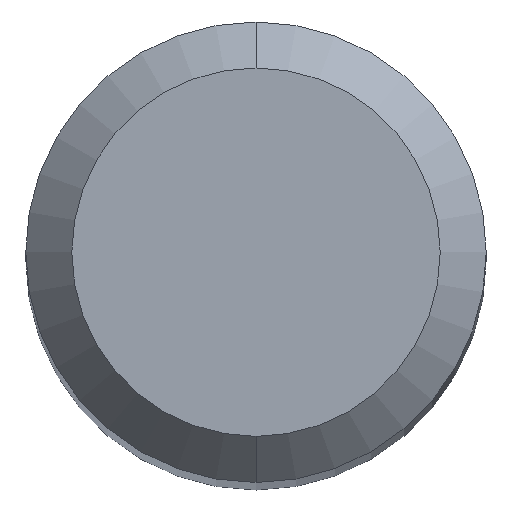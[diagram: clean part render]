
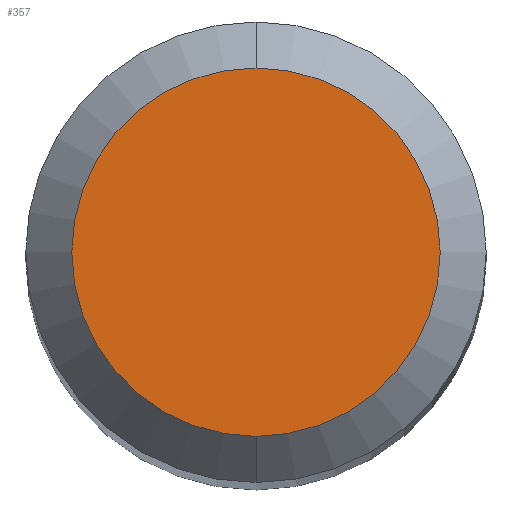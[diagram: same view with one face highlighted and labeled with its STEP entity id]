
A CAD part, top view. The second image highlights one B-rep face of the part: STEP entity #357.
In plain terms, the highlighted planar face has unit normal (0, 0, 1).
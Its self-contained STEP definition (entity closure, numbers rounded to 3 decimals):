
#271=EDGE_CURVE('',#389,#373,#590,.T.);
#357=ADVANCED_FACE('',(#684),#685,.T.);
#373=VERTEX_POINT('',#701);
#389=VERTEX_POINT('',#718);
#409=EDGE_CURVE('',#373,#389,#741,.T.);
#590=CIRCLE('',#1048,1.2);
#684=FACE_OUTER_BOUND('',#1210,.T.);
#685=PLANE('',#1211);
#701=CARTESIAN_POINT('',(0.0,1.2,0.0));
#718=CARTESIAN_POINT('',(0.,-1.2,0.0));
#741=CIRCLE('',#1320,1.2);
#1048=AXIS2_PLACEMENT_3D('',#1587,#1588,#1589);
#1210=EDGE_LOOP('',(#1686,#1687));
#1211=AXIS2_PLACEMENT_3D('',#1688,#1689,#1690);
#1320=AXIS2_PLACEMENT_3D('',#1741,#1742,#1743);
#1587=CARTESIAN_POINT('',(0.0,0.0,0.0));
#1588=DIRECTION('',(0.0,0.0,-1.0));
#1589=DIRECTION('',(0.0,1.0,0.0));
#1686=ORIENTED_EDGE('',*,*,#409,.F.);
#1687=ORIENTED_EDGE('',*,*,#271,.F.);
#1688=CARTESIAN_POINT('',(0.0,0.6,0.0));
#1689=DIRECTION('',(-0.0,0.0,1.0));
#1690=DIRECTION('',(0.0,-1.0,0.0));
#1741=CARTESIAN_POINT('',(0.0,0.0,0.0));
#1742=DIRECTION('',(0.0,0.0,-1.0));
#1743=DIRECTION('',(0.0,1.0,0.0));
